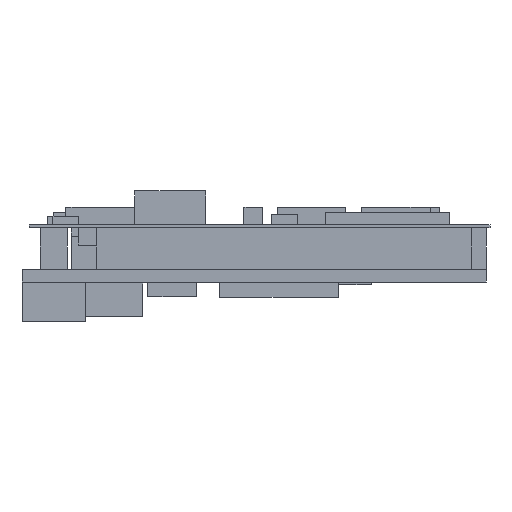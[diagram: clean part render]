
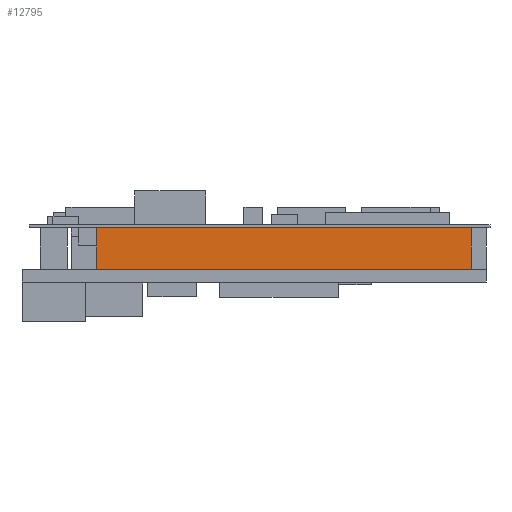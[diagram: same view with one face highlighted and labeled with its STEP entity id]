
A CAD part, left-side view. The second image highlights one B-rep face of the part: STEP entity #12795.
In plain terms, the highlighted planar face has unit normal (-1, 0, 0).
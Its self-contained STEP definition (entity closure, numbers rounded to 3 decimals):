
#12770 = VERTEX_POINT('',#12771);
#12771 = CARTESIAN_POINT('',(-1.95,-26.825,6.));
#12777 = EDGE_CURVE('',#12778,#12770,#12780,.T.);
#12778 = VERTEX_POINT('',#12779);
#12779 = CARTESIAN_POINT('',(-1.95,-26.825,0.));
#12780 = LINE('',#12781,#12782);
#12781 = CARTESIAN_POINT('',(-1.95,-26.825,0.));
#12782 = VECTOR('',#12783,1.);
#12783 = DIRECTION('',(0.,0.,1.));
#12795 = ADVANCED_FACE('',(#12796),#12821,.T.);
#12796 = FACE_BOUND('',#12797,.T.);
#12797 = EDGE_LOOP('',(#12798,#12799,#12807,#12815));
#12798 = ORIENTED_EDGE('',*,*,#12777,.T.);
#12799 = ORIENTED_EDGE('',*,*,#12800,.T.);
#12800 = EDGE_CURVE('',#12770,#12801,#12803,.T.);
#12801 = VERTEX_POINT('',#12802);
#12802 = CARTESIAN_POINT('',(-1.95,26.825,6.));
#12803 = LINE('',#12804,#12805);
#12804 = CARTESIAN_POINT('',(-1.95,-26.825,6.));
#12805 = VECTOR('',#12806,1.);
#12806 = DIRECTION('',(0.,1.,0.));
#12807 = ORIENTED_EDGE('',*,*,#12808,.F.);
#12808 = EDGE_CURVE('',#12809,#12801,#12811,.T.);
#12809 = VERTEX_POINT('',#12810);
#12810 = CARTESIAN_POINT('',(-1.95,26.825,0.));
#12811 = LINE('',#12812,#12813);
#12812 = CARTESIAN_POINT('',(-1.95,26.825,0.));
#12813 = VECTOR('',#12814,1.);
#12814 = DIRECTION('',(0.,0.,1.));
#12815 = ORIENTED_EDGE('',*,*,#12816,.F.);
#12816 = EDGE_CURVE('',#12778,#12809,#12817,.T.);
#12817 = LINE('',#12818,#12819);
#12818 = CARTESIAN_POINT('',(-1.95,-26.825,0.));
#12819 = VECTOR('',#12820,1.);
#12820 = DIRECTION('',(0.,1.,0.));
#12821 = PLANE('',#12822);
#12822 = AXIS2_PLACEMENT_3D('',#12823,#12824,#12825);
#12823 = CARTESIAN_POINT('',(-1.95,-26.825,0.));
#12824 = DIRECTION('',(-1.,0.,0.));
#12825 = DIRECTION('',(0.,1.,0.));
